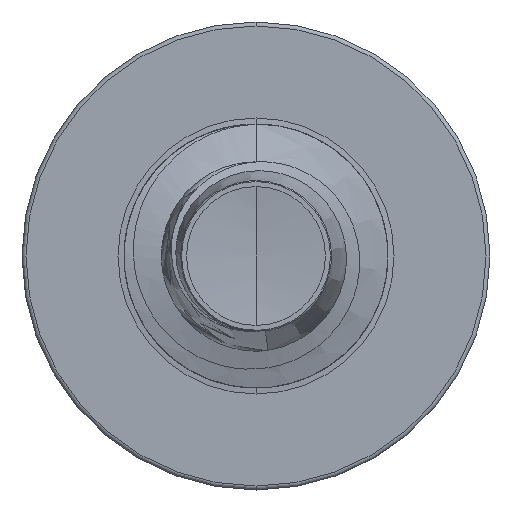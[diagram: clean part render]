
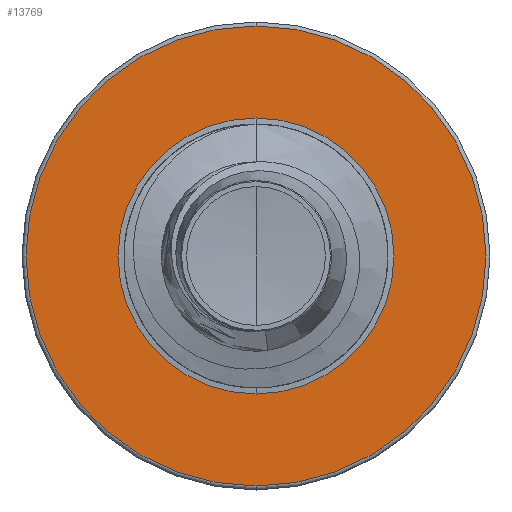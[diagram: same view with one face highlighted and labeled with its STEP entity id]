
A CAD part, front view. The second image highlights one B-rep face of the part: STEP entity #13769.
In plain terms, the highlighted planar face has unit normal (0, -1, 0).
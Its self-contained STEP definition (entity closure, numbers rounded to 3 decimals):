
#882 = FACE_OUTER_BOUND ( 'NONE', #25024, .T. ) ;
#2356 = AXIS2_PLACEMENT_3D ( 'NONE', #11442, #11401, #11336 ) ;
#5842 = DIRECTION ( 'NONE',  ( 0., 1., 0. ) ) ;
#7532 = EDGE_CURVE ( 'NONE', #12973, #11129, #11672, .T. ) ;
#7566 = ORIENTED_EDGE ( 'NONE', *, *, #7532, .T. ) ;
#8412 = FACE_BOUND ( 'NONE', #13874, .T. ) ;
#9677 = VERTEX_POINT ( 'NONE', #25002 ) ;
#11129 = VERTEX_POINT ( 'NONE', #22266 ) ;
#11336 = DIRECTION ( 'NONE',  ( 0., 0., 1. ) ) ;
#11401 = DIRECTION ( 'NONE',  ( 0., 1., 0. ) ) ;
#11442 = CARTESIAN_POINT ( 'NONE',  ( 0., 12.5, 0. ) ) ;
#11672 = CIRCLE ( 'NONE', #2356, 1.15 ) ;
#12140 = AXIS2_PLACEMENT_3D ( 'NONE', #14002, #13963, #13959 ) ;
#12973 = VERTEX_POINT ( 'NONE', #17301 ) ;
#13560 = DIRECTION ( 'NONE',  ( 0., 0., 1. ) ) ;
#13590 = DIRECTION ( 'NONE',  ( 0., 1., 0. ) ) ;
#13661 = EDGE_CURVE ( 'NONE', #9677, #18058, #15380, .T. ) ;
#13759 = PLANE ( 'NONE',  #23101 ) ;
#13769 = ADVANCED_FACE ( 'NONE', ( #882, #8412 ), #13759, .F. ) ;
#13874 = EDGE_LOOP ( 'NONE', ( #7566, #14080 ) ) ;
#13959 = DIRECTION ( 'NONE',  ( 0., 0., 1. ) ) ;
#13963 = DIRECTION ( 'NONE',  ( 0., 1., 0. ) ) ;
#14002 = CARTESIAN_POINT ( 'NONE',  ( 0., 12.5, 0. ) ) ;
#14025 = CARTESIAN_POINT ( 'NONE',  ( 0., 12.5, -1.15 ) ) ;
#14080 = ORIENTED_EDGE ( 'NONE', *, *, #25816, .T. ) ;
#14708 = CARTESIAN_POINT ( 'NONE',  ( 0., 12.5, 0. ) ) ;
#15380 = CIRCLE ( 'NONE', #12140, 1.917 ) ;
#16754 = DIRECTION ( 'NONE',  ( 0., 0., 1. ) ) ;
#17301 = CARTESIAN_POINT ( 'NONE',  ( 0., 12.5, 1.15 ) ) ;
#18058 = VERTEX_POINT ( 'NONE', #20013 ) ;
#18680 = ORIENTED_EDGE ( 'NONE', *, *, #24729, .F. ) ;
#19317 = CARTESIAN_POINT ( 'NONE',  ( 0., 12.5, 0. ) ) ;
#19435 = CIRCLE ( 'NONE', #23444, 1.917 ) ;
#20013 = CARTESIAN_POINT ( 'NONE',  ( 0., 12.5, 1.917 ) ) ;
#20285 = AXIS2_PLACEMENT_3D ( 'NONE', #14708, #25645, #16754 ) ;
#20828 = DIRECTION ( 'NONE',  ( 0., 0., 1. ) ) ;
#22266 = CARTESIAN_POINT ( 'NONE',  ( 0., 12.5, -1.15 ) ) ;
#22679 = ORIENTED_EDGE ( 'NONE', *, *, #13661, .F. ) ;
#23101 = AXIS2_PLACEMENT_3D ( 'NONE', #14025, #13590, #13560 ) ;
#23444 = AXIS2_PLACEMENT_3D ( 'NONE', #19317, #5842, #20828 ) ;
#24729 = EDGE_CURVE ( 'NONE', #18058, #9677, #19435, .T. ) ;
#25002 = CARTESIAN_POINT ( 'NONE',  ( 0., 12.5, -1.917 ) ) ;
#25024 = EDGE_LOOP ( 'NONE', ( #18680, #22679 ) ) ;
#25098 = CIRCLE ( 'NONE', #20285, 1.15 ) ;
#25645 = DIRECTION ( 'NONE',  ( 0., 1., 0. ) ) ;
#25816 = EDGE_CURVE ( 'NONE', #11129, #12973, #25098, .T. ) ;
